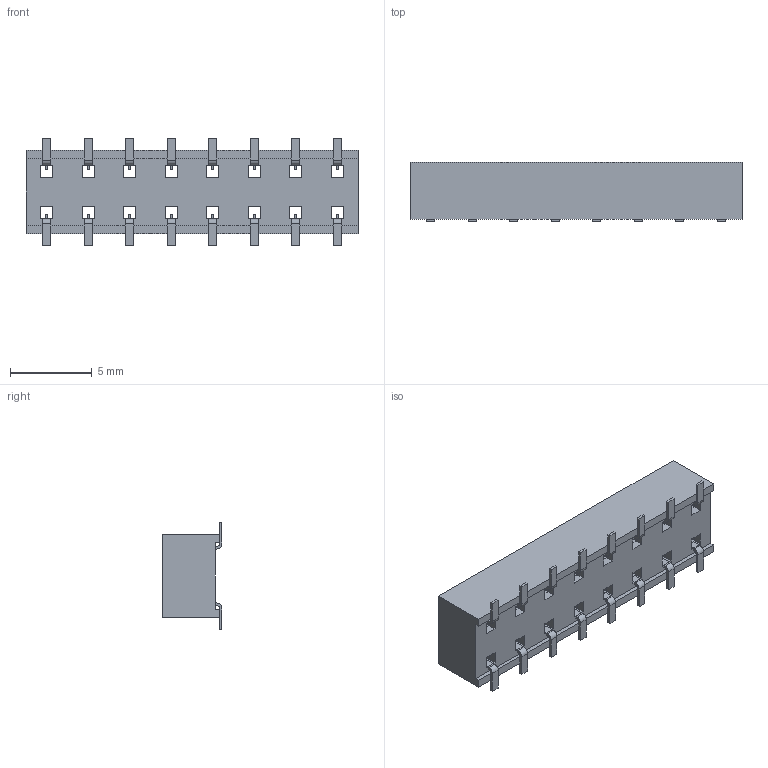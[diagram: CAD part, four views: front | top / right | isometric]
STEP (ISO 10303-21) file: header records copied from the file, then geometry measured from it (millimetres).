
FILE_DESCRIPTION(/* description */ ('STEP AP214'),/* implementation_level */ '2;1');
FILE_NAME(/* name */ 'HLE-108-02-L-DV-BE-TR',/* time_stamp */ '2024-07-24T21:51:09+02:00',/* author */ ('License CC BY-ND 4.0'),/* organization */ ('CADENAS'),/* preprocessor_version */ 'ST-DEVELOPER v19.3',/* originating_system */ 'PARTsolutions',/* authorisation */ ' ');
FILE_SCHEMA (('AUTOMOTIVE_DESIGN {1 0 10303 214 3 1 1}'));
Length unit declared in the file: inch
Products named in the file (4): HLE-108-02-L-DV-BE-TR; HLE-108-02-DV_socket; C-132-12-08-L-DV; C-132-12-08-F-DV2
Assembly tree (3 placements, depth 2):
  HLE-108-02-L-DV-BE-TR
    HLE-108-02-DV_socket
    C-132-12-08-L-DV
    C-132-12-08-F-DV2
Bounding box: 20.32 x 3.66 x 6.58 mm (x, y, z)
Volume: 396.7 mm3; surface area: 1111.8 mm2
Topology: 3 solids, 3 shells, 625 faces, 1772 edges, 1160 vertices
Faces by surface type: plane 593, cylinder 32
Entity records: 20171 total; most frequent: CARTESIAN_POINT 3561, ORIENTED_EDGE 3544, DIRECTION 3094, EDGE_CURVE 1772, LINE 1708, VECTOR 1708, VERTEX_POINT 1160, EDGE_LOOP 756
